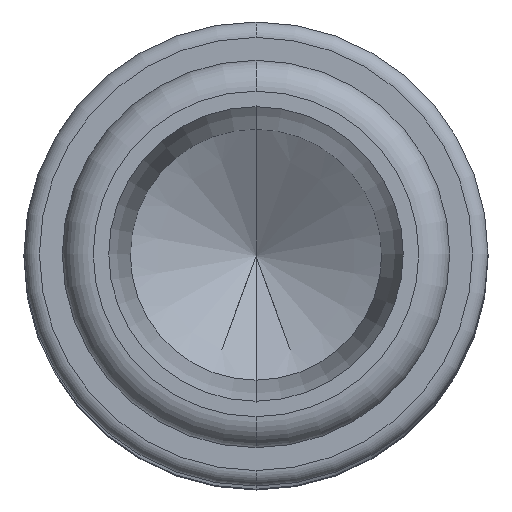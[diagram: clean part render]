
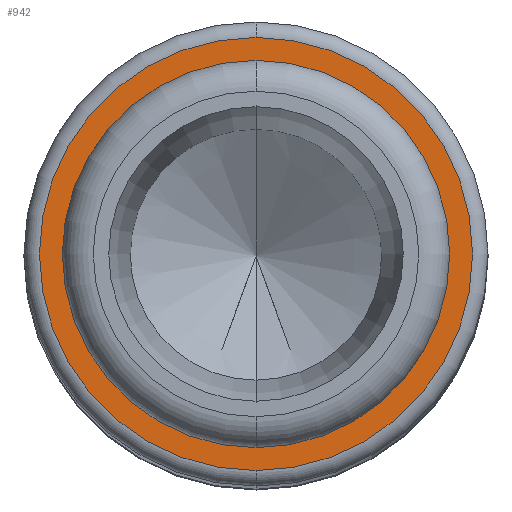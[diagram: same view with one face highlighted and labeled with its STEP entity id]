
A CAD part, top view. The second image highlights one B-rep face of the part: STEP entity #942.
In plain terms, the highlighted planar face has unit normal (0, 0, 1).
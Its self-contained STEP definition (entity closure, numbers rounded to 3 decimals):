
#243=CARTESIAN_POINT('',(0.,0.,11.428));
#244=DIRECTION('',(0.,0.,1.));
#245=DIRECTION('',(0.,1.,0.));
#246=AXIS2_PLACEMENT_3D('',#243,#244,#245);
#248=CARTESIAN_POINT('',(0.,0.,11.428));
#249=DIRECTION('',(0.,0.,-1.));
#250=DIRECTION('',(0.,1.,0.));
#251=AXIS2_PLACEMENT_3D('',#248,#249,#250);
#253=CARTESIAN_POINT('',(0.,0.,11.428));
#254=DIRECTION('',(0.,0.,-1.));
#255=DIRECTION('',(0.,1.,0.));
#256=AXIS2_PLACEMENT_3D('',#253,#254,#255);
#268=CARTESIAN_POINT('',(0.,0.,11.428));
#269=DIRECTION('',(0.,0.,1.));
#270=DIRECTION('',(0.,1.,0.));
#271=AXIS2_PLACEMENT_3D('',#268,#269,#270);
#540=CARTESIAN_POINT('',(0.,2.1,11.428));
#542=VERTEX_POINT('',#540);
#543=CARTESIAN_POINT('',(0.,1.878,11.428));
#545=VERTEX_POINT('',#543);
#571=CARTESIAN_POINT('',(0.,-2.1,11.428));
#572=VERTEX_POINT('',#571);
#573=CARTESIAN_POINT('',(0.,-1.878,11.428));
#575=VERTEX_POINT('',#573);
#927=CARTESIAN_POINT('',(0.,0.,11.428));
#928=DIRECTION('',(0.,0.,-1.));
#929=DIRECTION('',(0.,-1.,0.));
#930=AXIS2_PLACEMENT_3D('',#927,#928,#929);
#931=PLANE('',#930);
#932=ORIENTED_EDGE('',*,*,#906,.F.);
#933=ORIENTED_EDGE('',*,*,#922,.T.);
#934=EDGE_LOOP('',(#932,#933));
#935=FACE_OUTER_BOUND('',#934,.F.);
#937=ORIENTED_EDGE('',*,*,#936,.F.);
#939=ORIENTED_EDGE('',*,*,#938,.T.);
#940=EDGE_LOOP('',(#937,#939));
#941=FACE_BOUND('',#940,.F.);
#942=ADVANCED_FACE('',(#935,#941),#931,.F.);
#247=CIRCLE('',#246,2.1);
#252=CIRCLE('',#251,2.1);
#257=CIRCLE('',#256,1.878);
#272=CIRCLE('',#271,1.878);
#906=EDGE_CURVE('',#542,#572,#247,.T.);
#922=EDGE_CURVE('',#542,#572,#252,.T.);
#936=EDGE_CURVE('',#545,#575,#257,.T.);
#938=EDGE_CURVE('',#545,#575,#272,.T.);
